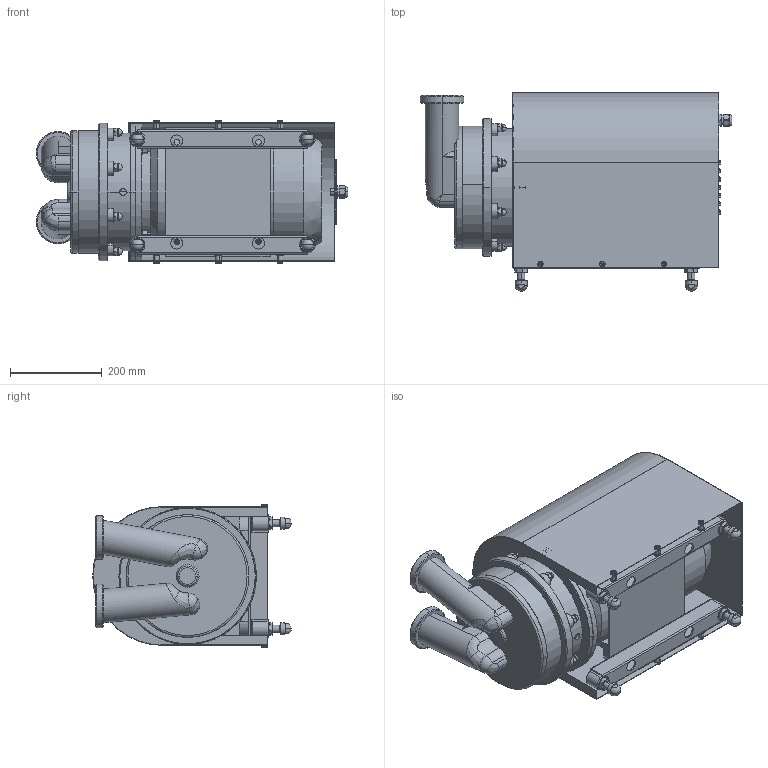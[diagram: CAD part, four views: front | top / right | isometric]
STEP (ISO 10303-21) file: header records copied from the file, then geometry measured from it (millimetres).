
FILE_DESCRIPTION (( 'STEP AP203' ), '1' );
FILE_NAME ('LR40.STEP', '2014-03-19T21:02:33', ( '' ), ( '' ), 'SwSTEP 2.0', 'SolidWorks 2010', '' );
FILE_SCHEMA (( 'CONFIG_CONTROL_DESIGN' ));
Products named in the file (1): LR40
Bounding box: 677.55 x 431.43 x 311.54 mm (x, y, z)
Surface area: 2316720.1 mm2 (no closed solid volume)
Topology: 0 solids, 70 shells, 817 faces, 2482 edges, 1685 vertices
Faces by surface type: cylinder 256, plane 251, cone 210, torus 46, sphere 39, bspline 15
Entity records: 40523 total; most frequent: CARTESIAN_POINT 18734, DIRECTION 4804, ORIENTED_EDGE 3955, EDGE_CURVE 2438, AXIS2_PLACEMENT_3D 1957, VERTEX_POINT 1667, CIRCLE 1154, EDGE_LOOP 937
